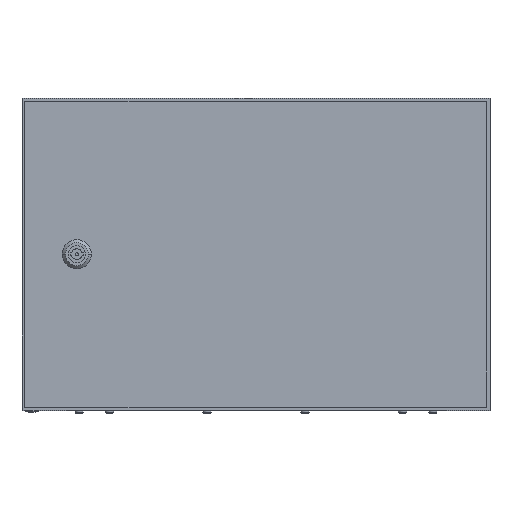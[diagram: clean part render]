
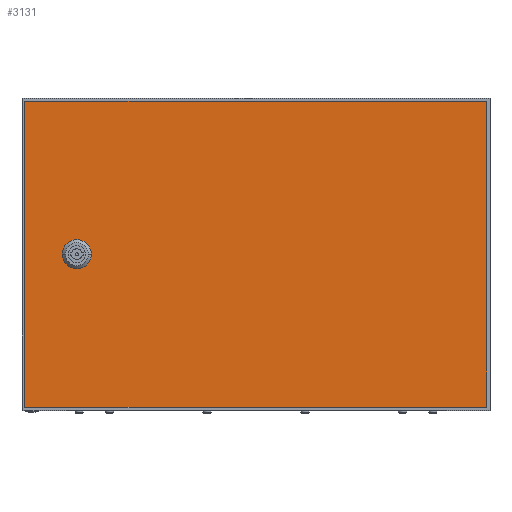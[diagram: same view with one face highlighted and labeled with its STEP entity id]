
A CAD part, top view. The second image highlights one B-rep face of the part: STEP entity #3131.
In plain terms, the highlighted planar face has unit normal (0, 0, 1).
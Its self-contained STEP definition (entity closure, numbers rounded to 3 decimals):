
#179 = EDGE_CURVE ( 'NONE', #5069, #53376, #23767, .T. ) ;
#492 = EDGE_CURVE ( 'NONE', #24509, #24338, #8356, .T. ) ;
#549 = VECTOR ( 'NONE', #60323, 1000. ) ;
#1199 = AXIS2_PLACEMENT_3D ( 'NONE', #31757, #52035, #6409 ) ;
#2094 = ORIENTED_EDGE ( 'NONE', *, *, #21792, .T. ) ;
#2671 = CARTESIAN_POINT ( 'NONE',  ( 446.72, 297., 16.85 ) ) ;
#3131 = ADVANCED_FACE ( 'NONE', ( #38859, #28839 ), #59105, .T. ) ;
#5069 = VERTEX_POINT ( 'NONE', #7009 ) ;
#5279 = VECTOR ( 'NONE', #63726, 1000. ) ;
#5395 = CARTESIAN_POINT ( 'NONE',  ( 2.72, 297., 16.85 ) ) ;
#6158 = CARTESIAN_POINT ( 'NONE',  ( 446.72, 3., 16.85 ) ) ;
#6409 = DIRECTION ( 'NONE',  ( -1., 0., 0. ) ) ;
#7009 = CARTESIAN_POINT ( 'NONE',  ( 38.72, 150., 16.85 ) ) ;
#8356 = LINE ( 'NONE', #2671, #57826 ) ;
#8628 = CARTESIAN_POINT ( 'NONE',  ( 2.72, 3., 16.85 ) ) ;
#12490 = EDGE_CURVE ( 'NONE', #38626, #20088, #25392, .T. ) ;
#12995 = DIRECTION ( 'NONE',  ( 0., 1., 0. ) ) ;
#15087 = CIRCLE ( 'NONE', #1199, 14. ) ;
#15355 = DIRECTION ( 'NONE',  ( -1., 0., 0. ) ) ;
#17914 = CARTESIAN_POINT ( 'NONE',  ( 2.72, 297., 16.85 ) ) ;
#19103 = EDGE_CURVE ( 'NONE', #24338, #38626, #47908, .T. ) ;
#19426 = LINE ( 'NONE', #48431, #5279 ) ;
#19501 = ORIENTED_EDGE ( 'NONE', *, *, #23537, .T. ) ;
#20088 = VERTEX_POINT ( 'NONE', #8628 ) ;
#21792 = EDGE_CURVE ( 'NONE', #20088, #24509, #19426, .T. ) ;
#23537 = EDGE_CURVE ( 'NONE', #53376, #5069, #15087, .T. ) ;
#23767 = CIRCLE ( 'NONE', #24800, 14. ) ;
#24264 = EDGE_LOOP ( 'NONE', ( #52253, #2094, #61331, #63220 ) ) ;
#24338 = VERTEX_POINT ( 'NONE', #29765 ) ;
#24509 = VERTEX_POINT ( 'NONE', #6158 ) ;
#24800 = AXIS2_PLACEMENT_3D ( 'NONE', #26313, #51945, #15355 ) ;
#25392 = LINE ( 'NONE', #5395, #549 ) ;
#26313 = CARTESIAN_POINT ( 'NONE',  ( 52.72, 150., 16.85 ) ) ;
#28839 = FACE_OUTER_BOUND ( 'NONE', #24264, .T. ) ;
#29765 = CARTESIAN_POINT ( 'NONE',  ( 446.72, 297., 16.85 ) ) ;
#31757 = CARTESIAN_POINT ( 'NONE',  ( 52.72, 150., 16.85 ) ) ;
#33819 = CARTESIAN_POINT ( 'NONE',  ( 2.72, 297., 16.85 ) ) ;
#38626 = VERTEX_POINT ( 'NONE', #33819 ) ;
#38859 = FACE_BOUND ( 'NONE', #64023, .T. ) ;
#39655 = VECTOR ( 'NONE', #41952, 1000. ) ;
#41952 = DIRECTION ( 'NONE',  ( -1., 0., 0. ) ) ;
#44183 = CARTESIAN_POINT ( 'NONE',  ( 0., 0., 16.85 ) ) ;
#47908 = LINE ( 'NONE', #17914, #39655 ) ;
#48431 = CARTESIAN_POINT ( 'NONE',  ( 2.72, 3., 16.85 ) ) ;
#49232 = AXIS2_PLACEMENT_3D ( 'NONE', #44183, #59441, #60431 ) ;
#51945 = DIRECTION ( 'NONE',  ( 0., 0., -1. ) ) ;
#52035 = DIRECTION ( 'NONE',  ( 0., 0., -1. ) ) ;
#52253 = ORIENTED_EDGE ( 'NONE', *, *, #12490, .T. ) ;
#53376 = VERTEX_POINT ( 'NONE', #65726 ) ;
#57826 = VECTOR ( 'NONE', #12995, 1000. ) ;
#58182 = ORIENTED_EDGE ( 'NONE', *, *, #179, .T. ) ;
#59105 = PLANE ( 'NONE',  #49232 ) ;
#59441 = DIRECTION ( 'NONE',  ( 0., 0., 1. ) ) ;
#60323 = DIRECTION ( 'NONE',  ( 0., -1., 0. ) ) ;
#60431 = DIRECTION ( 'NONE',  ( 1., 0., 0. ) ) ;
#61331 = ORIENTED_EDGE ( 'NONE', *, *, #492, .T. ) ;
#63220 = ORIENTED_EDGE ( 'NONE', *, *, #19103, .T. ) ;
#63726 = DIRECTION ( 'NONE',  ( 1., 0., 0. ) ) ;
#64023 = EDGE_LOOP ( 'NONE', ( #58182, #19501 ) ) ;
#65726 = CARTESIAN_POINT ( 'NONE',  ( 66.72, 150., 16.85 ) ) ;
